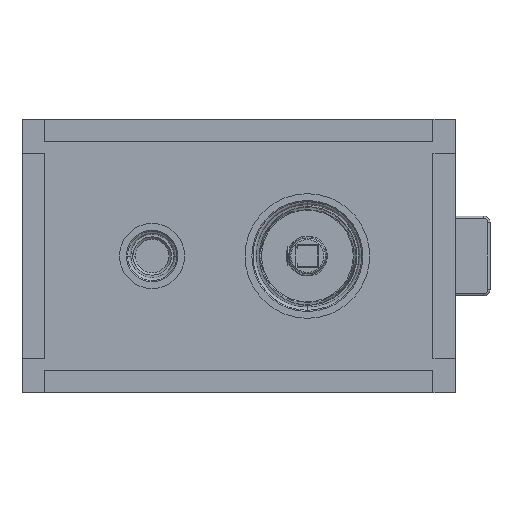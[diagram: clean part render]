
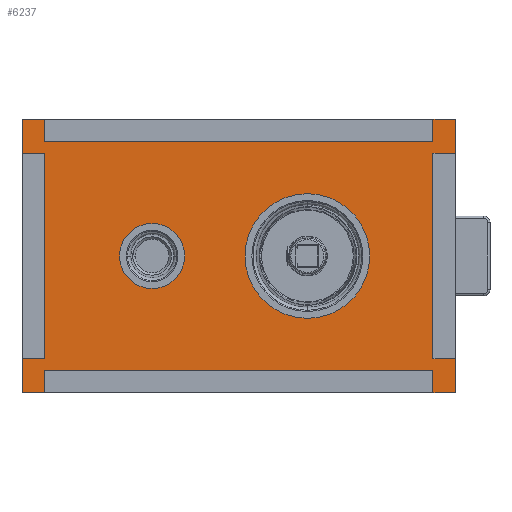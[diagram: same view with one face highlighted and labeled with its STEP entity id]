
A CAD part, left-side view. The second image highlights one B-rep face of the part: STEP entity #6237.
In plain terms, the highlighted planar face has unit normal (-1, 0, 0).
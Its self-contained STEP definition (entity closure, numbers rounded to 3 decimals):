
#5388=DIRECTION('',(0.,-1.,0.));
#5389=VECTOR('',#5388,170.);
#5390=CARTESIAN_POINT('',(-4.,115.,50.));
#5391=LINE('',#5390,#5389);
#5392=DIRECTION('',(0.,0.,-1.));
#5393=VECTOR('',#5392,10.);
#5394=CARTESIAN_POINT('',(-4.,-55.,60.));
#5395=LINE('',#5394,#5393);
#5396=DIRECTION('',(0.,-1.,0.));
#5397=VECTOR('',#5396,10.);
#5398=CARTESIAN_POINT('',(-4.,-55.,60.));
#5399=LINE('',#5398,#5397);
#5400=DIRECTION('',(0.,0.,-1.));
#5401=VECTOR('',#5400,15.);
#5402=CARTESIAN_POINT('',(-4.,-65.,60.));
#5403=LINE('',#5402,#5401);
#5404=DIRECTION('',(0.,1.,0.));
#5405=VECTOR('',#5404,10.);
#5406=CARTESIAN_POINT('',(-4.,-65.,45.));
#5407=LINE('',#5406,#5405);
#5408=DIRECTION('',(0.,0.,1.));
#5409=VECTOR('',#5408,90.);
#5410=CARTESIAN_POINT('',(-4.,-55.,-45.));
#5411=LINE('',#5410,#5409);
#5412=DIRECTION('',(0.,1.,0.));
#5413=VECTOR('',#5412,10.);
#5414=CARTESIAN_POINT('',(-4.,-65.,-45.));
#5415=LINE('',#5414,#5413);
#5416=DIRECTION('',(0.,0.,-1.));
#5417=VECTOR('',#5416,15.);
#5418=CARTESIAN_POINT('',(-4.,-65.,-45.));
#5419=LINE('',#5418,#5417);
#5420=DIRECTION('',(0.,1.,0.));
#5421=VECTOR('',#5420,10.);
#5422=CARTESIAN_POINT('',(-4.,-65.,-60.));
#5423=LINE('',#5422,#5421);
#5424=DIRECTION('',(0.,0.,1.));
#5425=VECTOR('',#5424,10.);
#5426=CARTESIAN_POINT('',(-4.,-55.,-60.));
#5427=LINE('',#5426,#5425);
#5428=DIRECTION('',(0.,-1.,0.));
#5429=VECTOR('',#5428,170.);
#5430=CARTESIAN_POINT('',(-4.,115.,-50.));
#5431=LINE('',#5430,#5429);
#5432=DIRECTION('',(0.,0.,1.));
#5433=VECTOR('',#5432,10.);
#5434=CARTESIAN_POINT('',(-4.,115.,-60.));
#5435=LINE('',#5434,#5433);
#5436=DIRECTION('',(0.,1.,0.));
#5437=VECTOR('',#5436,10.);
#5438=CARTESIAN_POINT('',(-4.,115.,-60.));
#5439=LINE('',#5438,#5437);
#5440=DIRECTION('',(0.,0.,1.));
#5441=VECTOR('',#5440,15.);
#5442=CARTESIAN_POINT('',(-4.,125.,-60.));
#5443=LINE('',#5442,#5441);
#5444=DIRECTION('',(0.,-1.,0.));
#5445=VECTOR('',#5444,10.);
#5446=CARTESIAN_POINT('',(-4.,125.,-45.));
#5447=LINE('',#5446,#5445);
#5448=DIRECTION('',(0.,0.,-1.));
#5449=VECTOR('',#5448,90.);
#5450=CARTESIAN_POINT('',(-4.,115.,45.));
#5451=LINE('',#5450,#5449);
#5452=DIRECTION('',(0.,-1.,0.));
#5453=VECTOR('',#5452,10.);
#5454=CARTESIAN_POINT('',(-4.,125.,45.));
#5455=LINE('',#5454,#5453);
#5456=DIRECTION('',(0.,0.,1.));
#5457=VECTOR('',#5456,15.);
#5458=CARTESIAN_POINT('',(-4.,125.,45.));
#5459=LINE('',#5458,#5457);
#5460=DIRECTION('',(0.,-1.,0.));
#5461=VECTOR('',#5460,10.);
#5462=CARTESIAN_POINT('',(-4.,125.,60.));
#5463=LINE('',#5462,#5461);
#5464=DIRECTION('',(0.,0.,-1.));
#5465=VECTOR('',#5464,10.);
#5466=CARTESIAN_POINT('',(-4.,115.,60.));
#5467=LINE('',#5466,#5465);
#5468=CARTESIAN_POINT('',(-4.,0.,0.));
#5469=DIRECTION('',(-1.,0.,0.));
#5470=DIRECTION('',(0.,-1.,0.));
#5471=AXIS2_PLACEMENT_3D('',#5468,#5469,#5470);
#5473=CARTESIAN_POINT('',(-4.,0.,0.));
#5474=DIRECTION('',(-1.,0.,0.));
#5475=DIRECTION('',(0.,1.,0.));
#5476=AXIS2_PLACEMENT_3D('',#5473,#5474,#5475);
#5478=CARTESIAN_POINT('',(-4.,68.,0.));
#5479=DIRECTION('',(-1.,0.,0.));
#5480=DIRECTION('',(0.,-1.,0.));
#5481=AXIS2_PLACEMENT_3D('',#5478,#5479,#5480);
#5483=CARTESIAN_POINT('',(-4.,68.,0.));
#5484=DIRECTION('',(-1.,0.,0.));
#5485=DIRECTION('',(0.,1.,0.));
#5486=AXIS2_PLACEMENT_3D('',#5483,#5484,#5485);
#6004=CARTESIAN_POINT('',(-4.,-65.,-60.));
#6005=VERTEX_POINT('',#6004);
#6006=CARTESIAN_POINT('',(-4.,125.,-60.));
#6007=VERTEX_POINT('',#6006);
#6008=CARTESIAN_POINT('',(-4.,125.,60.));
#6009=VERTEX_POINT('',#6008);
#6010=CARTESIAN_POINT('',(-4.,-65.,60.));
#6011=VERTEX_POINT('',#6010);
#6024=CARTESIAN_POINT('',(-4.,-27.3,0.));
#6025=CARTESIAN_POINT('',(-4.,27.3,0.));
#6026=VERTEX_POINT('',#6024);
#6027=VERTEX_POINT('',#6025);
#6036=CARTESIAN_POINT('',(-4.,53.75,0.));
#6037=CARTESIAN_POINT('',(-4.,82.25,0.));
#6038=VERTEX_POINT('',#6036);
#6039=VERTEX_POINT('',#6037);
#6100=CARTESIAN_POINT('',(-4.,125.,45.));
#6101=CARTESIAN_POINT('',(-4.,115.,45.));
#6102=VERTEX_POINT('',#6100);
#6103=VERTEX_POINT('',#6101);
#6104=CARTESIAN_POINT('',(-4.,115.,-45.));
#6105=VERTEX_POINT('',#6104);
#6106=CARTESIAN_POINT('',(-4.,125.,-45.));
#6107=VERTEX_POINT('',#6106);
#6116=CARTESIAN_POINT('',(-4.,-65.,45.));
#6117=CARTESIAN_POINT('',(-4.,-55.,45.));
#6118=VERTEX_POINT('',#6116);
#6119=VERTEX_POINT('',#6117);
#6120=CARTESIAN_POINT('',(-4.,-65.,-45.));
#6121=CARTESIAN_POINT('',(-4.,-55.,-45.));
#6122=VERTEX_POINT('',#6120);
#6123=VERTEX_POINT('',#6121);
#6132=CARTESIAN_POINT('',(-4.,115.,-60.));
#6133=CARTESIAN_POINT('',(-4.,115.,-50.));
#6134=VERTEX_POINT('',#6132);
#6135=VERTEX_POINT('',#6133);
#6136=CARTESIAN_POINT('',(-4.,-55.,-50.));
#6137=VERTEX_POINT('',#6136);
#6138=CARTESIAN_POINT('',(-4.,-55.,-60.));
#6139=VERTEX_POINT('',#6138);
#6148=CARTESIAN_POINT('',(-4.,115.,50.));
#6149=CARTESIAN_POINT('',(-4.,-55.,50.));
#6150=VERTEX_POINT('',#6148);
#6151=VERTEX_POINT('',#6149);
#6152=CARTESIAN_POINT('',(-4.,-55.,60.));
#6153=VERTEX_POINT('',#6152);
#6154=CARTESIAN_POINT('',(-4.,115.,60.));
#6155=VERTEX_POINT('',#6154);
#6179=CARTESIAN_POINT('',(-4.,30.,0.));
#6180=DIRECTION('',(1.,0.,0.));
#6181=DIRECTION('',(0.,0.,1.));
#6182=AXIS2_PLACEMENT_3D('',#6179,#6180,#6181);
#6183=PLANE('',#6182);
#6185=ORIENTED_EDGE('',*,*,#6184,.T.);
#6187=ORIENTED_EDGE('',*,*,#6186,.F.);
#6189=ORIENTED_EDGE('',*,*,#6188,.T.);
#6191=ORIENTED_EDGE('',*,*,#6190,.T.);
#6193=ORIENTED_EDGE('',*,*,#6192,.T.);
#6194=ORIENTED_EDGE('',*,*,#6161,.F.);
#6196=ORIENTED_EDGE('',*,*,#6195,.F.);
#6198=ORIENTED_EDGE('',*,*,#6197,.T.);
#6200=ORIENTED_EDGE('',*,*,#6199,.T.);
#6202=ORIENTED_EDGE('',*,*,#6201,.T.);
#6204=ORIENTED_EDGE('',*,*,#6203,.F.);
#6206=ORIENTED_EDGE('',*,*,#6205,.F.);
#6208=ORIENTED_EDGE('',*,*,#6207,.T.);
#6210=ORIENTED_EDGE('',*,*,#6209,.T.);
#6212=ORIENTED_EDGE('',*,*,#6211,.T.);
#6214=ORIENTED_EDGE('',*,*,#6213,.F.);
#6216=ORIENTED_EDGE('',*,*,#6215,.F.);
#6218=ORIENTED_EDGE('',*,*,#6217,.T.);
#6220=ORIENTED_EDGE('',*,*,#6219,.T.);
#6222=ORIENTED_EDGE('',*,*,#6221,.T.);
#6223=EDGE_LOOP('',(#6185,#6187,#6189,#6191,#6193,#6194,#6196,#6198,#6200,#6202,
#6204,#6206,#6208,#6210,#6212,#6214,#6216,#6218,#6220,#6222));
#6224=FACE_OUTER_BOUND('',#6223,.F.);
#6226=ORIENTED_EDGE('',*,*,#6225,.T.);
#6228=ORIENTED_EDGE('',*,*,#6227,.T.);
#6229=EDGE_LOOP('',(#6226,#6228));
#6230=FACE_BOUND('',#6229,.F.);
#6232=ORIENTED_EDGE('',*,*,#6231,.T.);
#6234=ORIENTED_EDGE('',*,*,#6233,.T.);
#6235=EDGE_LOOP('',(#6232,#6234));
#6236=FACE_BOUND('',#6235,.F.);
#6237=ADVANCED_FACE('',(#6224,#6230,#6236),#6183,.F.);
#5472=CIRCLE('',#5471,27.3);
#5477=CIRCLE('',#5476,27.3);
#5482=CIRCLE('',#5481,14.25);
#5487=CIRCLE('',#5486,14.25);
#6161=EDGE_CURVE('',#6123,#6119,#5411,.T.);
#6184=EDGE_CURVE('',#6150,#6151,#5391,.T.);
#6186=EDGE_CURVE('',#6153,#6151,#5395,.T.);
#6188=EDGE_CURVE('',#6153,#6011,#5399,.T.);
#6190=EDGE_CURVE('',#6011,#6118,#5403,.T.);
#6192=EDGE_CURVE('',#6118,#6119,#5407,.T.);
#6195=EDGE_CURVE('',#6122,#6123,#5415,.T.);
#6197=EDGE_CURVE('',#6122,#6005,#5419,.T.);
#6199=EDGE_CURVE('',#6005,#6139,#5423,.T.);
#6201=EDGE_CURVE('',#6139,#6137,#5427,.T.);
#6203=EDGE_CURVE('',#6135,#6137,#5431,.T.);
#6205=EDGE_CURVE('',#6134,#6135,#5435,.T.);
#6207=EDGE_CURVE('',#6134,#6007,#5439,.T.);
#6209=EDGE_CURVE('',#6007,#6107,#5443,.T.);
#6211=EDGE_CURVE('',#6107,#6105,#5447,.T.);
#6213=EDGE_CURVE('',#6103,#6105,#5451,.T.);
#6215=EDGE_CURVE('',#6102,#6103,#5455,.T.);
#6217=EDGE_CURVE('',#6102,#6009,#5459,.T.);
#6219=EDGE_CURVE('',#6009,#6155,#5463,.T.);
#6221=EDGE_CURVE('',#6155,#6150,#5467,.T.);
#6225=EDGE_CURVE('',#6026,#6027,#5472,.T.);
#6227=EDGE_CURVE('',#6027,#6026,#5477,.T.);
#6231=EDGE_CURVE('',#6038,#6039,#5482,.T.);
#6233=EDGE_CURVE('',#6039,#6038,#5487,.T.);
